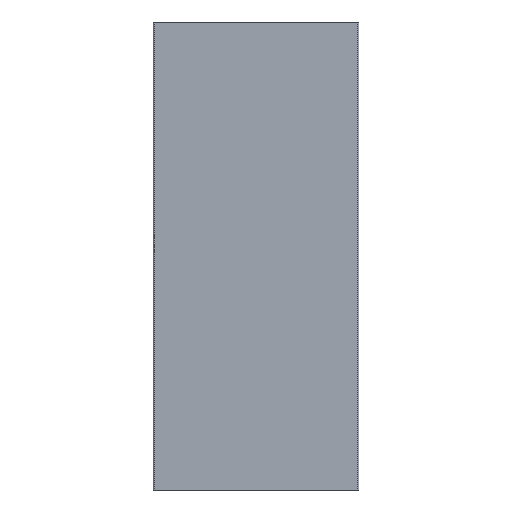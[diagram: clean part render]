
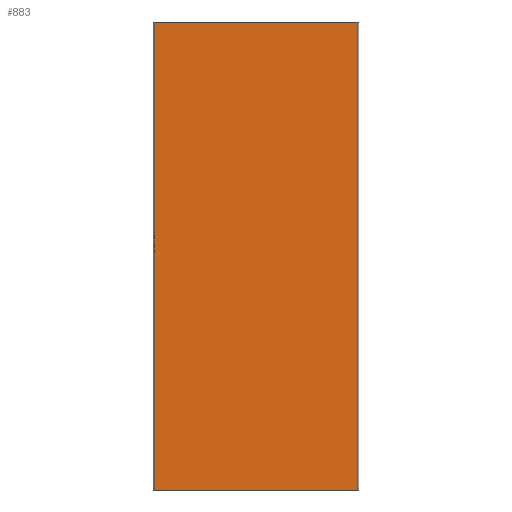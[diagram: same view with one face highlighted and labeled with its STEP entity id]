
A CAD part, front view. The second image highlights one B-rep face of the part: STEP entity #883.
In plain terms, the highlighted planar face has unit normal (0, -1, 0).
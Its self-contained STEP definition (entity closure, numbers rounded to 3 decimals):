
#88 = VECTOR ( 'NONE', #198, 1000. ) ;
#95 = ORIENTED_EDGE ( 'NONE', *, *, #652, .F. ) ;
#107 = CARTESIAN_POINT ( 'NONE',  ( 21.705, -19.6, 100. ) ) ;
#132 = VERTEX_POINT ( 'NONE', #107 ) ;
#176 = ORIENTED_EDGE ( 'NONE', *, *, #544, .F. ) ;
#198 = DIRECTION ( 'NONE',  ( 1., 0., 0. ) ) ;
#245 = VECTOR ( 'NONE', #620, 1000. ) ;
#248 = EDGE_LOOP ( 'NONE', ( #376, #95, #176, #855 ) ) ;
#265 = CARTESIAN_POINT ( 'NONE',  ( -21.705, -19.6, 100. ) ) ;
#266 = DIRECTION ( 'NONE',  ( 1., 0., 0. ) ) ;
#268 = CARTESIAN_POINT ( 'NONE',  ( 21.705, -19.6, 100. ) ) ;
#376 = ORIENTED_EDGE ( 'NONE', *, *, #453, .T. ) ;
#390 = CARTESIAN_POINT ( 'NONE',  ( 21.705, -19.6, 0. ) ) ;
#453 = EDGE_CURVE ( 'NONE', #500, #804, #565, .T. ) ;
#500 = VERTEX_POINT ( 'NONE', #737 ) ;
#544 = EDGE_CURVE ( 'NONE', #768, #132, #632, .T. ) ;
#558 = CARTESIAN_POINT ( 'NONE',  ( -21.705, -19.6, 0. ) ) ;
#561 = PLANE ( 'NONE',  #704 ) ;
#565 = LINE ( 'NONE', #558, #88 ) ;
#611 = LINE ( 'NONE', #268, #967 ) ;
#616 = CARTESIAN_POINT ( 'NONE',  ( -21.705, -19.6, 100. ) ) ;
#620 = DIRECTION ( 'NONE',  ( 0., 0., -1. ) ) ;
#632 = LINE ( 'NONE', #1037, #879 ) ;
#637 = FACE_OUTER_BOUND ( 'NONE', #248, .T. ) ;
#652 = EDGE_CURVE ( 'NONE', #132, #804, #611, .T. ) ;
#704 = AXIS2_PLACEMENT_3D ( 'NONE', #899, #983, #904 ) ;
#737 = CARTESIAN_POINT ( 'NONE',  ( -21.705, -19.6, 0. ) ) ;
#768 = VERTEX_POINT ( 'NONE', #616 ) ;
#797 = EDGE_CURVE ( 'NONE', #768, #500, #1042, .T. ) ;
#804 = VERTEX_POINT ( 'NONE', #390 ) ;
#855 = ORIENTED_EDGE ( 'NONE', *, *, #797, .T. ) ;
#879 = VECTOR ( 'NONE', #266, 1000. ) ;
#883 = ADVANCED_FACE ( 'NONE', ( #637 ), #561, .F. ) ;
#899 = CARTESIAN_POINT ( 'NONE',  ( -21.705, -19.6, 100. ) ) ;
#904 = DIRECTION ( 'NONE',  ( -1., 0., 0. ) ) ;
#963 = DIRECTION ( 'NONE',  ( 0., 0., -1. ) ) ;
#967 = VECTOR ( 'NONE', #963, 1000. ) ;
#983 = DIRECTION ( 'NONE',  ( 0., 1., 0. ) ) ;
#1037 = CARTESIAN_POINT ( 'NONE',  ( -21.705, -19.6, 100. ) ) ;
#1042 = LINE ( 'NONE', #265, #245 ) ;
